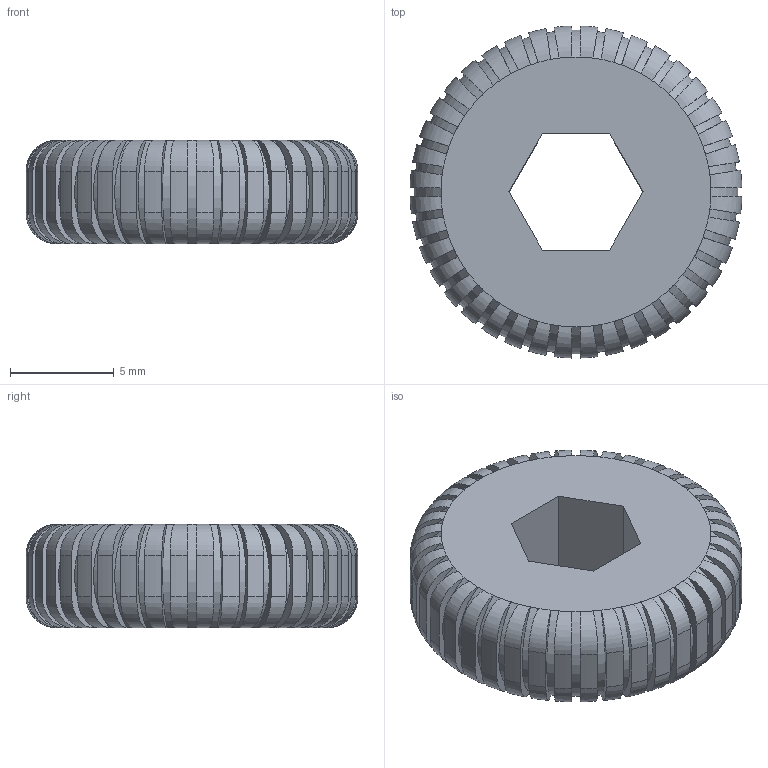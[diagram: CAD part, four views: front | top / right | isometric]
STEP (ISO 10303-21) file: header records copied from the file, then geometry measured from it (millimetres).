
FILE_DESCRIPTION(/* description */ (''),/* implementation_level */ '2;1');
FILE_NAME(/* name */ 'standoffAdapter_ipt_a7ba36c6.STEP',/* time_stamp */ '2021-11-25T09:43:02-03:00',/* author */ ('Acer'),/* organization */ (''),/* preprocessor_version */ 'ST-DEVELOPER v18.1',/* originating_system */ 'Autodesk Inventor 2020',/* authorisation */ '');
FILE_SCHEMA (('AUTOMOTIVE_DESIGN { 1 0 10303 214 3 1 1 }'));
Length unit declared in the file: millimetre
Products named in the file (1): standoffAdapter
Bounding box: 15.99 x 15.99 x 5 mm (x, y, z)
Volume: 791.6 mm3; surface area: 771.8 mm2
Topology: 1 solids, 1 shells, 248 faces, 658 edges, 412 vertices
Faces by surface type: plane 88, cylinder 80, torus 80
Entity records: 9396 total; most frequent: CARTESIAN_POINT 3383, ORIENTED_EDGE 1316, DIRECTION 1080, EDGE_CURVE 658, AXIS2_PLACEMENT_3D 489, VERTEX_POINT 412, B_SPLINE_CURVE_WITH_KNOTS 316, EDGE_LOOP 250
